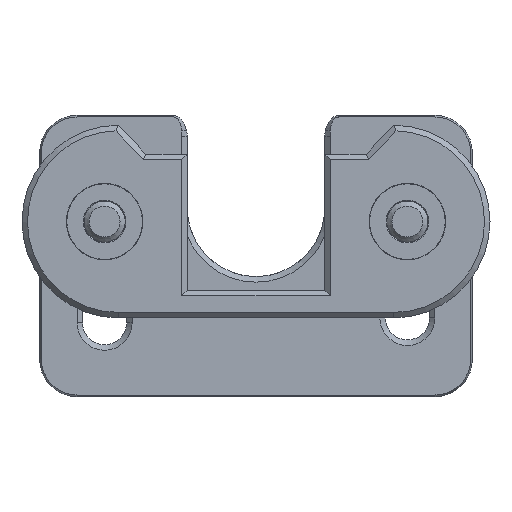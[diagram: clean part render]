
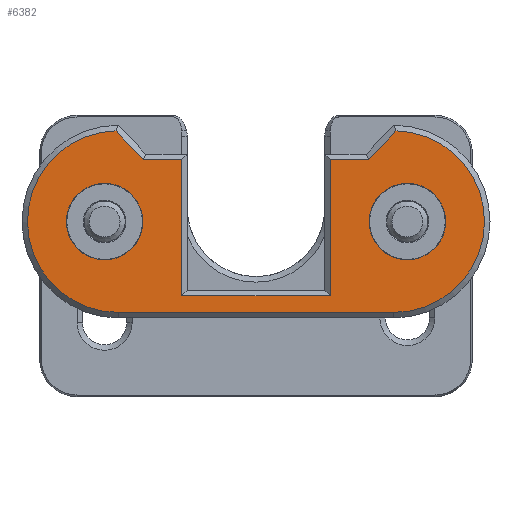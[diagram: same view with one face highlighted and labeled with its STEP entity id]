
A CAD part, front view. The second image highlights one B-rep face of the part: STEP entity #6382.
In plain terms, the highlighted planar face has unit normal (0, -1, 0).
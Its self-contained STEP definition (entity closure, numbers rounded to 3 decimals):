
#491=FACE_BOUND('',#1408,.T.);
#492=FACE_BOUND('',#1409,.T.);
#673=CIRCLE('',#6856,6.6);
#674=CIRCLE('',#6861,6.6);
#678=CIRCLE('',#6874,2.75);
#679=CIRCLE('',#6875,2.75);
#1030=FACE_OUTER_BOUND('',#1407,.T.);
#1407=EDGE_LOOP('',(#4666,#4667,#4668,#4669,#4670,#4671,#4672,#4673,#4674,
#4675));
#1408=EDGE_LOOP('',(#4676));
#1409=EDGE_LOOP('',(#4677));
#1814=LINE('',#9738,#2248);
#1820=LINE('',#9751,#2254);
#1824=LINE('',#9769,#2258);
#1827=LINE('',#9775,#2261);
#1830=LINE('',#9779,#2264);
#1831=LINE('',#9791,#2265);
#1835=LINE('',#9797,#2269);
#1836=LINE('',#9799,#2270);
#2248=VECTOR('',#7791,10.);
#2254=VECTOR('',#7799,10.);
#2258=VECTOR('',#7811,10.);
#2261=VECTOR('',#7816,10.);
#2264=VECTOR('',#7821,10.);
#2265=VECTOR('',#7830,10.);
#2269=VECTOR('',#7836,10.);
#2270=VECTOR('',#7839,10.);
#2681=VERTEX_POINT('',#9736);
#2682=VERTEX_POINT('',#9737);
#2687=VERTEX_POINT('',#9748);
#2688=VERTEX_POINT('',#9750);
#2691=VERTEX_POINT('',#9757);
#2692=VERTEX_POINT('',#9759);
#2694=VERTEX_POINT('',#9768);
#2696=VERTEX_POINT('',#9773);
#2697=VERTEX_POINT('',#9781);
#2699=VERTEX_POINT('',#9790);
#2710=VERTEX_POINT('',#9830);
#2711=VERTEX_POINT('',#9832);
#3404=EDGE_CURVE('',#2681,#2682,#1814,.T.);
#3410=EDGE_CURVE('',#2687,#2688,#1820,.T.);
#3414=EDGE_CURVE('',#2691,#2692,#673,.T.);
#3417=EDGE_CURVE('',#2692,#2694,#1824,.T.);
#3420=EDGE_CURVE('',#2696,#2691,#1827,.T.);
#3423=EDGE_CURVE('',#2694,#2687,#1830,.T.);
#3424=EDGE_CURVE('',#2697,#2696,#674,.T.);
#3427=EDGE_CURVE('',#2699,#2697,#1831,.T.);
#3431=EDGE_CURVE('',#2688,#2681,#1835,.T.);
#3432=EDGE_CURVE('',#2682,#2699,#1836,.T.);
#3448=EDGE_CURVE('',#2710,#2710,#678,.T.);
#3449=EDGE_CURVE('',#2711,#2711,#679,.T.);
#4666=ORIENTED_EDGE('',*,*,#3414,.F.);
#4667=ORIENTED_EDGE('',*,*,#3420,.F.);
#4668=ORIENTED_EDGE('',*,*,#3424,.F.);
#4669=ORIENTED_EDGE('',*,*,#3427,.F.);
#4670=ORIENTED_EDGE('',*,*,#3432,.F.);
#4671=ORIENTED_EDGE('',*,*,#3404,.F.);
#4672=ORIENTED_EDGE('',*,*,#3431,.F.);
#4673=ORIENTED_EDGE('',*,*,#3410,.F.);
#4674=ORIENTED_EDGE('',*,*,#3423,.F.);
#4675=ORIENTED_EDGE('',*,*,#3417,.F.);
#4676=ORIENTED_EDGE('',*,*,#3448,.F.);
#4677=ORIENTED_EDGE('',*,*,#3449,.F.);
#6251=PLANE('',#6873);
#6382=ADVANCED_FACE('',(#1030,#491,#492),#6251,.T.);
#6856=AXIS2_PLACEMENT_3D('',#9760,#7806,#7807);
#6861=AXIS2_PLACEMENT_3D('',#9782,#7824,#7825);
#6873=AXIS2_PLACEMENT_3D('',#9829,#7867,#7868);
#6874=AXIS2_PLACEMENT_3D('',#9831,#7869,#7870);
#6875=AXIS2_PLACEMENT_3D('',#9833,#7871,#7872);
#7791=DIRECTION('',(0.,0.,1.));
#7799=DIRECTION('',(0.,0.,-1.));
#7806=DIRECTION('center_axis',(0.,1.,0.));
#7807=DIRECTION('ref_axis',(0.,0.,1.));
#7811=DIRECTION('',(0.69,0.,-0.724));
#7816=DIRECTION('',(-1.,0.,0.));
#7821=DIRECTION('',(1.,0.,0.));
#7824=DIRECTION('center_axis',(0.,1.,0.));
#7825=DIRECTION('ref_axis',(0.,0.,
-1.));
#7830=DIRECTION('',(0.69,0.,0.724));
#7836=DIRECTION('',(1.,0.,0.));
#7839=DIRECTION('',(1.,0.,0.));
#7867=DIRECTION('center_axis',(0.,-1.,0.));
#7868=DIRECTION('ref_axis',(1.,0.,0.));
#7869=DIRECTION('center_axis',(0.,-1.,0.));
#7870=DIRECTION('ref_axis',(-1.,0.,0.));
#7871=DIRECTION('center_axis',(0.,-1.,0.));
#7872=DIRECTION('ref_axis',(-1.,0.,0.));
#9736=CARTESIAN_POINT('',(5.4,-2.,-5.4));
#9737=CARTESIAN_POINT('',(5.4,-2.,4.5));
#9738=CARTESIAN_POINT('',(5.4,-2.,3.5));
#9748=CARTESIAN_POINT('',(-5.4,-2.,4.5));
#9750=CARTESIAN_POINT('',(-5.4,-2.,-5.4));
#9751=CARTESIAN_POINT('',(-5.4,-2.,-2.5));
#9757=CARTESIAN_POINT('',(-10.,-2.,-6.6));
#9759=CARTESIAN_POINT('',(-10.169,-2.,6.598));
#9760=CARTESIAN_POINT('Origin',(-10.,-2.,0.));
#9768=CARTESIAN_POINT('',(-8.171,-2.,4.5));
#9769=CARTESIAN_POINT('',(-5.664,-2.,1.867));
#9773=CARTESIAN_POINT('',(10.,-2.,-6.6));
#9775=CARTESIAN_POINT('',(-5.,-2.,-6.6));
#9779=CARTESIAN_POINT('',(-5.,-2.,4.5));
#9781=CARTESIAN_POINT('',(10.169,-2.,6.598));
#9782=CARTESIAN_POINT('Origin',(10.,-2.,0.));
#9790=CARTESIAN_POINT('',(8.171,-2.,4.5));
#9791=CARTESIAN_POINT('',(5.664,-2.,1.867));
#9797=CARTESIAN_POINT('',(2.5,-2.,-5.4));
#9799=CARTESIAN_POINT('',(2.5,-2.,4.5));
#9829=CARTESIAN_POINT('Origin',(0.,-2.,
0.));
#9830=CARTESIAN_POINT('',(13.75,-2.,0.));
#9831=CARTESIAN_POINT('Origin',(11.,-2.,0.));
#9832=CARTESIAN_POINT('',(-8.25,-2.,0.));
#9833=CARTESIAN_POINT('Origin',(-11.,-2.,0.));
